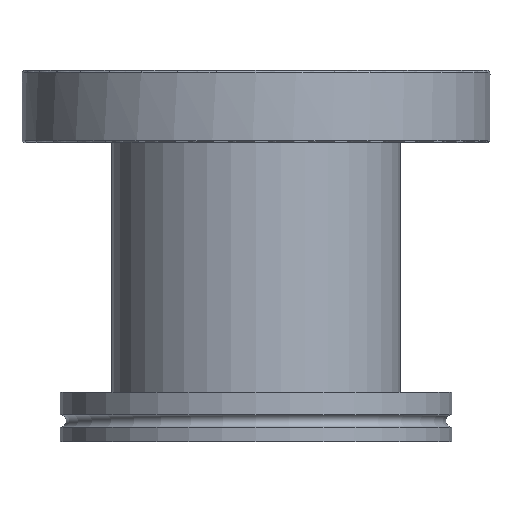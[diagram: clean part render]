
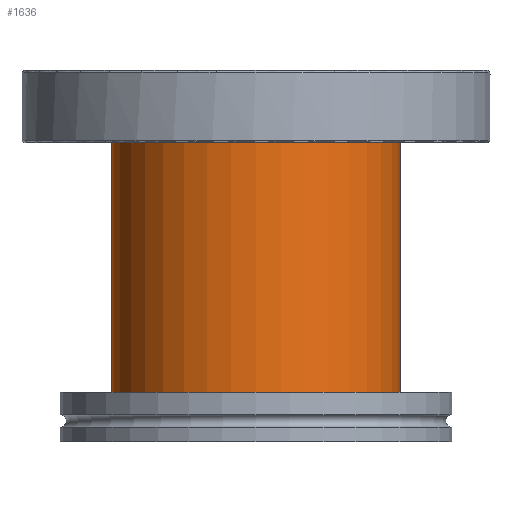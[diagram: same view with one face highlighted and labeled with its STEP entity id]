
A CAD part, front view. The second image highlights one B-rep face of the part: STEP entity #1636.
In plain terms, the highlighted cylindrical face has radius 35 mm (diameter 70 mm), a full revolution.
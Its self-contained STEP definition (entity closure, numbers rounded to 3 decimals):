
#1574=CARTESIAN_POINT('',(35.0,0.,425.9));
#1575=VERTEX_POINT('',#1574);
#1576=CARTESIAN_POINT('',(0.,0.,425.9));
#1577=DIRECTION('',(0.0,0.0,1.0));
#1578=DIRECTION('',(-1.0,0.0,0.0));
#1579=AXIS2_PLACEMENT_3D('',#1576,#1577,#1578);
#1580=CIRCLE('',#1579,35.0);
#1581=EDGE_CURVE('',#1575,#1575,#1580,.T.);
#1617=CARTESIAN_POINT('',(0.,0.,0.0));
#1618=DIRECTION('',(0.0,0.0,1.0));
#1619=DIRECTION('',(-1.0,0.0,0.0));
#1620=AXIS2_PLACEMENT_3D('',#1617,#1618,#1619);
#1621=CYLINDRICAL_SURFACE('',#1620,35.0);
#1622=ORIENTED_EDGE('',*,*,#1581,.T.);
#1623=EDGE_LOOP('',(#1622));
#1624=FACE_OUTER_BOUND('',#1623,.T.);
#1625=CARTESIAN_POINT('',(35.0,0.,500.0));
#1626=VERTEX_POINT('',#1625);
#1627=CARTESIAN_POINT('',(0.,0.,500.0));
#1628=DIRECTION('',(0.0,0.0,-1.0));
#1629=DIRECTION('',(-1.0,0.0,0.0));
#1630=AXIS2_PLACEMENT_3D('',#1627,#1628,#1629);
#1631=CIRCLE('',#1630,35.0);
#1632=EDGE_CURVE('',#1626,#1626,#1631,.T.);
#1633=ORIENTED_EDGE('',*,*,#1632,.T.);
#1634=EDGE_LOOP('',(#1633));
#1635=FACE_BOUND('',#1634,.T.);
#1636=ADVANCED_FACE('',(#1624,#1635),#1621,.T.);
